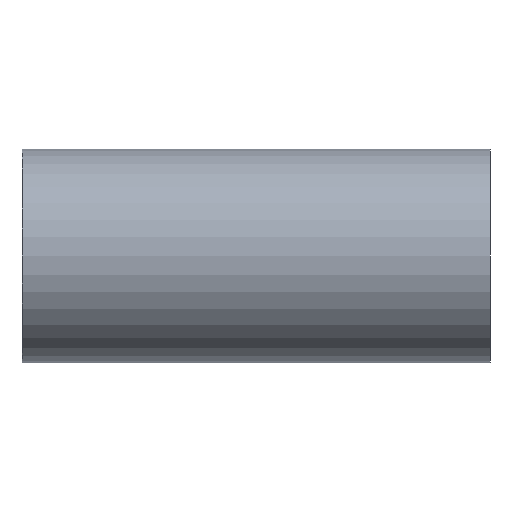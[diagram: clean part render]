
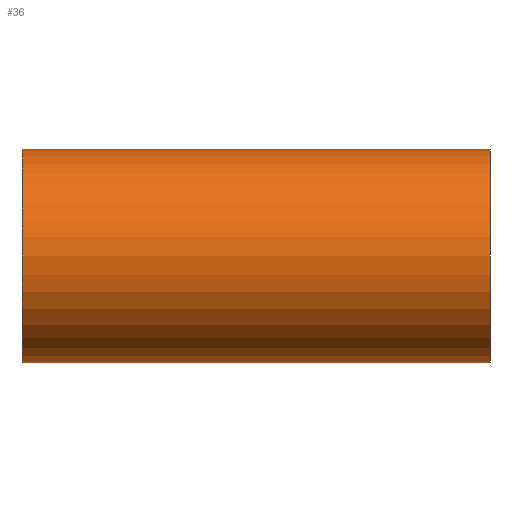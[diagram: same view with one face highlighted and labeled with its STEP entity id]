
A CAD part, front view. The second image highlights one B-rep face of the part: STEP entity #36.
In plain terms, the highlighted cylindrical face has radius 41 mm (diameter 82 mm), a partial arc.
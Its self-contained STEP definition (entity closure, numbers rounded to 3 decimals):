
#2 = VERTEX_POINT ( 'NONE', #262 ) ;
#4 = AXIS2_PLACEMENT_3D ( 'NONE', #252, #48, #45 ) ;
#7 = ORIENTED_EDGE ( 'NONE', *, *, #68, .T. ) ;
#12 = CARTESIAN_POINT ( 'NONE',  ( 0., 0., 0. ) ) ;
#16 = EDGE_CURVE ( 'NONE', #280, #2, #52, .T. ) ;
#27 = EDGE_CURVE ( 'NONE', #145, #280, #289, .T. ) ;
#36 = ADVANCED_FACE ( 'NONE', ( #184 ), #224, .T. ) ;
#45 = DIRECTION ( 'NONE',  ( 0., 0., 1. ) ) ;
#48 = DIRECTION ( 'NONE',  ( -1., 0., 0. ) ) ;
#50 = VECTOR ( 'NONE', #182, 1000. ) ;
#52 = CIRCLE ( 'NONE', #121, 41. ) ;
#63 = DIRECTION ( 'NONE',  ( -1., 0., 0. ) ) ;
#68 = EDGE_CURVE ( 'NONE', #145, #235, #86, .T. ) ;
#73 = ORIENTED_EDGE ( 'NONE', *, *, #16, .F. ) ;
#86 = CIRCLE ( 'NONE', #251, 41. ) ;
#87 = CARTESIAN_POINT ( 'NONE',  ( 180., 0., -41. ) ) ;
#93 = CARTESIAN_POINT ( 'NONE',  ( 0., 0., 41. ) ) ;
#103 = DIRECTION ( 'NONE',  ( -1., 0., 0. ) ) ;
#105 = DIRECTION ( 'NONE',  ( 0., 0., 1. ) ) ;
#120 = EDGE_LOOP ( 'NONE', ( #238, #7, #124, #73 ) ) ;
#121 = AXIS2_PLACEMENT_3D ( 'NONE', #12, #103, #194 ) ;
#124 = ORIENTED_EDGE ( 'NONE', *, *, #236, .T. ) ;
#145 = VERTEX_POINT ( 'NONE', #87 ) ;
#155 = VECTOR ( 'NONE', #63, 1000. ) ;
#174 = CARTESIAN_POINT ( 'NONE',  ( 180., 0., 0. ) ) ;
#179 = LINE ( 'NONE', #93, #50 ) ;
#182 = DIRECTION ( 'NONE',  ( -1., 0., 0. ) ) ;
#184 = FACE_OUTER_BOUND ( 'NONE', #120, .T. ) ;
#194 = DIRECTION ( 'NONE',  ( 0., 0., 1. ) ) ;
#224 = CYLINDRICAL_SURFACE ( 'NONE', #4, 41. ) ;
#235 = VERTEX_POINT ( 'NONE', #277 ) ;
#236 = EDGE_CURVE ( 'NONE', #235, #2, #179, .T. ) ;
#238 = ORIENTED_EDGE ( 'NONE', *, *, #27, .F. ) ;
#251 = AXIS2_PLACEMENT_3D ( 'NONE', #174, #264, #105 ) ;
#252 = CARTESIAN_POINT ( 'NONE',  ( 0., 0., 0. ) ) ;
#262 = CARTESIAN_POINT ( 'NONE',  ( 0., 0., 41. ) ) ;
#264 = DIRECTION ( 'NONE',  ( -1., 0., 0. ) ) ;
#266 = CARTESIAN_POINT ( 'NONE',  ( 0., 0., -41. ) ) ;
#277 = CARTESIAN_POINT ( 'NONE',  ( 180., 0., 41. ) ) ;
#280 = VERTEX_POINT ( 'NONE', #299 ) ;
#289 = LINE ( 'NONE', #266, #155 ) ;
#299 = CARTESIAN_POINT ( 'NONE',  ( 0., 0., -41. ) ) ;
